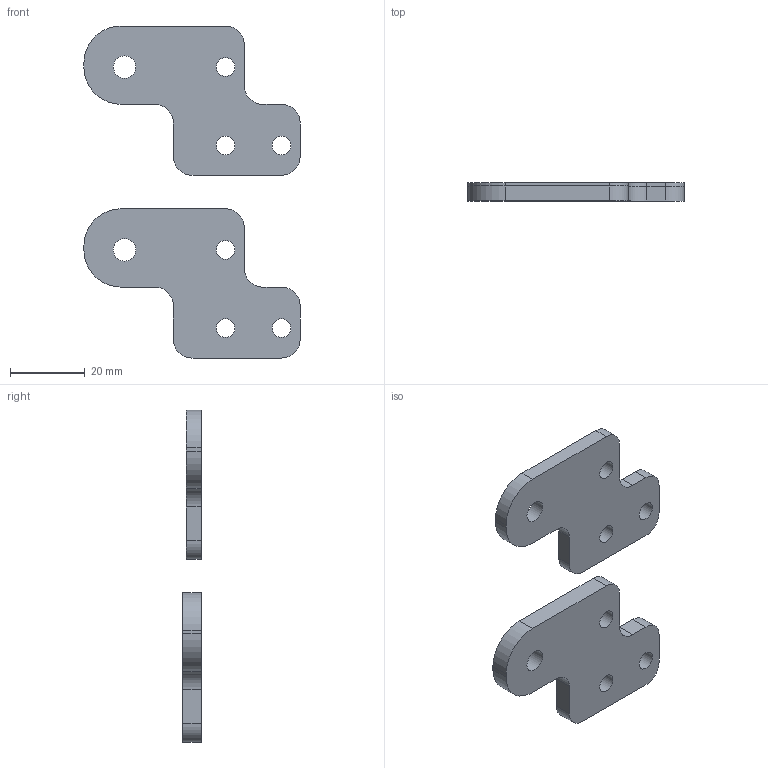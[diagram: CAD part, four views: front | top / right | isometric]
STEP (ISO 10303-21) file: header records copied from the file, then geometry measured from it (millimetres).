
FILE_DESCRIPTION(/* description */ (''),/* implementation_level */ '2;1');
FILE_NAME(/* name */ 'Y Idler Bracket v2.step',/* time_stamp */ '2017-02-18T18:12:14-05:00',/* author */ (''),/* organization */ (''),/* preprocessor_version */ 'ST-DEVELOPER v16.5',/* originating_system */ 'Autodesk Translation Framework v5.2.0.2920',/* authorisation */ '');
FILE_SCHEMA (('AUTOMOTIVE_DESIGN { 1 0 10303 214 3 1 1 }'));
Length unit declared in the file: millimetre
Products named in the file (1): Y Idler Bracket v2
Bounding box: 58 x 5 x 89 mm (x, y, z)
Volume: 12673.5 mm3; surface area: 7797.3 mm2
Topology: 2 solids, 2 shells, 44 faces, 120 edges, 80 vertices
Faces by surface type: cylinder 24, plane 20
Full cylindrical faces by diameter (mm): 5 x6, 6 x2
Entity records: 1425 total; most frequent: DIRECTION 250, CARTESIAN_POINT 237, ORIENTED_EDGE 224, EDGE_CURVE 112, AXIS2_PLACEMENT_3D 93, VERTEX_POINT 80, EDGE_LOOP 68, LINE 64
